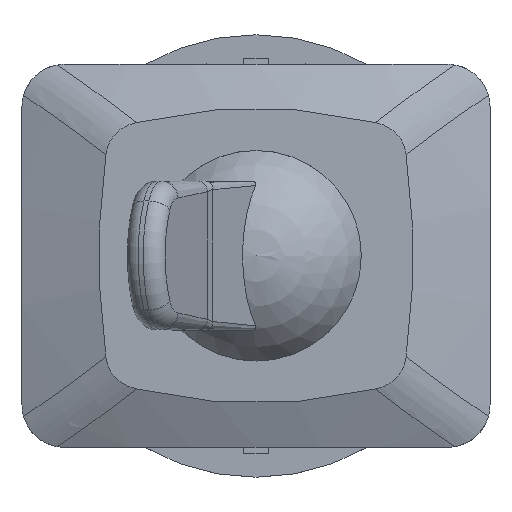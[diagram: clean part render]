
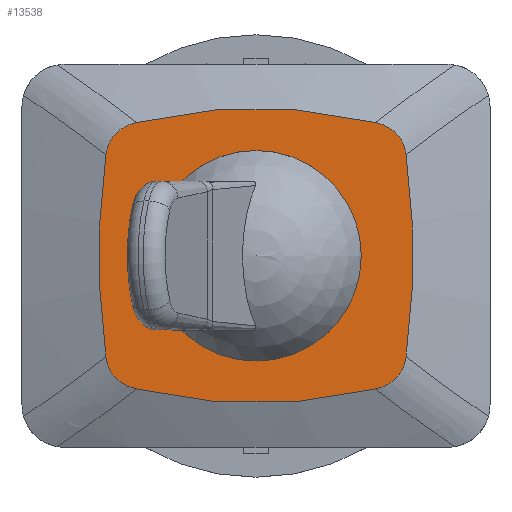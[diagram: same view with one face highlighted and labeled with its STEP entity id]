
A CAD part, top view. The second image highlights one B-rep face of the part: STEP entity #13538.
In plain terms, the highlighted planar face has unit normal (0, 0, 1).
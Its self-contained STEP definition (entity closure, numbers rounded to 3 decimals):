
#13328=CARTESIAN_POINT('',(4.95,0.,2.));
#13329=VERTEX_POINT('',#13328);
#13330=CARTESIAN_POINT('',(0.,0.0,2.));
#13331=DIRECTION('',(0.0,0.0,-1.0));
#13332=DIRECTION('',(-1.0,0.0,0.0));
#13333=AXIS2_PLACEMENT_3D('',#13330,#13331,#13332);
#13334=CIRCLE('',#13333,4.95);
#13335=EDGE_CURVE('',#13329,#13329,#13334,.T.);
#13362=CARTESIAN_POINT('',(-7.054,4.76,2.));
#13363=VERTEX_POINT('',#13362);
#13371=CARTESIAN_POINT('',(-5.627,6.262,2.));
#13372=VERTEX_POINT('',#13371);
#13373=CARTESIAN_POINT('',(-7.054,4.76,2.));
#13374=CARTESIAN_POINT('',(-7.038,4.881,2.));
#13375=CARTESIAN_POINT('',(-7.012,4.998,2.));
#13376=CARTESIAN_POINT('',(-6.924,5.27,2.));
#13377=CARTESIAN_POINT('',(-6.832,5.453,2.));
#13378=CARTESIAN_POINT('',(-6.628,5.725,2.));
#13379=CARTESIAN_POINT('',(-6.481,5.863,2.));
#13380=CARTESIAN_POINT('',(-6.177,6.069,2.));
#13381=CARTESIAN_POINT('',(-5.96,6.166,2.));
#13382=CARTESIAN_POINT('',(-5.724,6.237,2.));
#13383=CARTESIAN_POINT('',(-5.677,6.25,2.));
#13384=CARTESIAN_POINT('',(-5.627,6.262,2.));
#13385=B_SPLINE_CURVE_WITH_KNOTS('',3,(#13373,#13374,#13375,#13376,#13377,#13378,#13379,#13380,#13381,#13382,#13383,#13384),.UNSPECIFIED.,.F.,.U.,(4,2,2,2,2,4),(6.799,6.833,6.885,6.935,6.995,7.009),.UNSPECIFIED.);
#13386=EDGE_CURVE('',#13363,#13372,#13385,.T.);
#13404=CARTESIAN_POINT('',(5.627,6.262,2.));
#13405=VERTEX_POINT('',#13404);
#13406=CARTESIAN_POINT('',(0.,-17.011,2.));
#13407=DIRECTION('',(0.0,0.0,1.0));
#13408=DIRECTION('',(0.0,1.0,0.0));
#13409=AXIS2_PLACEMENT_3D('',#13406,#13407,#13408);
#13410=CIRCLE('',#13409,23.944);
#13411=EDGE_CURVE('',#13405,#13372,#13410,.T.);
#13450=CARTESIAN_POINT('',(11.,0.0,2.));
#13451=DIRECTION('',(0.0,0.0,1.0));
#13452=DIRECTION('',(1.0,0.0,0.0));
#13453=AXIS2_PLACEMENT_3D('',#13450,#13451,#13452);
#13454=PLANE('',#13453);
#13455=ORIENTED_EDGE('',*,*,#13386,.F.);
#13456=CARTESIAN_POINT('',(-7.054,-4.76,2.));
#13457=VERTEX_POINT('',#13456);
#13458=CARTESIAN_POINT('',(27.822,0.0,2.));
#13459=DIRECTION('',(0.0,0.0,1.0));
#13460=DIRECTION('',(0.0,1.0,0.0));
#13461=AXIS2_PLACEMENT_3D('',#13458,#13459,#13460);
#13462=CIRCLE('',#13461,35.2);
#13463=EDGE_CURVE('',#13363,#13457,#13462,.T.);
#13464=ORIENTED_EDGE('',*,*,#13463,.T.);
#13465=CARTESIAN_POINT('',(-5.627,-6.262,2.));
#13466=VERTEX_POINT('',#13465);
#13467=CARTESIAN_POINT('',(-5.627,-6.262,2.));
#13468=CARTESIAN_POINT('',(-5.677,-6.25,2.));
#13469=CARTESIAN_POINT('',(-5.724,-6.237,2.));
#13470=CARTESIAN_POINT('',(-5.96,-6.166,2.));
#13471=CARTESIAN_POINT('',(-6.177,-6.069,2.));
#13472=CARTESIAN_POINT('',(-6.481,-5.863,2.));
#13473=CARTESIAN_POINT('',(-6.628,-5.725,2.));
#13474=CARTESIAN_POINT('',(-6.832,-5.453,2.));
#13475=CARTESIAN_POINT('',(-6.924,-5.27,2.));
#13476=CARTESIAN_POINT('',(-7.012,-4.998,2.));
#13477=CARTESIAN_POINT('',(-7.038,-4.881,2.));
#13478=CARTESIAN_POINT('',(-7.054,-4.76,2.));
#13479=B_SPLINE_CURVE_WITH_KNOTS('',3,(#13467,#13468,#13469,#13470,#13471,#13472,#13473,#13474,#13475,#13476,#13477,#13478),.UNSPECIFIED.,.F.,.U.,(4,2,2,2,2,4),(-7.009,-6.995,-6.935,-6.885,-6.833,-6.799),.UNSPECIFIED.);
#13480=EDGE_CURVE('',#13466,#13457,#13479,.T.);
#13481=ORIENTED_EDGE('',*,*,#13480,.F.);
#13482=CARTESIAN_POINT('',(5.627,-6.262,2.));
#13483=VERTEX_POINT('',#13482);
#13484=CARTESIAN_POINT('',(0.,17.011,2.));
#13485=DIRECTION('',(0.0,0.0,1.0));
#13486=DIRECTION('',(0.0,1.0,0.0));
#13487=AXIS2_PLACEMENT_3D('',#13484,#13485,#13486);
#13488=CIRCLE('',#13487,23.944);
#13489=EDGE_CURVE('',#13466,#13483,#13488,.T.);
#13490=ORIENTED_EDGE('',*,*,#13489,.T.);
#13491=CARTESIAN_POINT('',(7.054,-4.76,2.));
#13492=VERTEX_POINT('',#13491);
#13493=CARTESIAN_POINT('',(7.054,-4.76,2.));
#13494=CARTESIAN_POINT('',(7.038,-4.881,2.));
#13495=CARTESIAN_POINT('',(7.012,-4.998,2.));
#13496=CARTESIAN_POINT('',(6.924,-5.27,2.));
#13497=CARTESIAN_POINT('',(6.832,-5.453,2.));
#13498=CARTESIAN_POINT('',(6.628,-5.725,2.));
#13499=CARTESIAN_POINT('',(6.481,-5.863,2.));
#13500=CARTESIAN_POINT('',(6.177,-6.069,2.));
#13501=CARTESIAN_POINT('',(5.96,-6.166,2.));
#13502=CARTESIAN_POINT('',(5.724,-6.237,2.));
#13503=CARTESIAN_POINT('',(5.677,-6.25,2.));
#13504=CARTESIAN_POINT('',(5.627,-6.262,2.));
#13505=B_SPLINE_CURVE_WITH_KNOTS('',3,(#13493,#13494,#13495,#13496,#13497,#13498,#13499,#13500,#13501,#13502,#13503,#13504),.UNSPECIFIED.,.F.,.U.,(4,2,2,2,2,4),(-7.266,-7.231,-7.18,-7.129,-7.07,-7.055),.UNSPECIFIED.);
#13506=EDGE_CURVE('',#13492,#13483,#13505,.T.);
#13507=ORIENTED_EDGE('',*,*,#13506,.F.);
#13508=CARTESIAN_POINT('',(7.054,4.76,2.));
#13509=VERTEX_POINT('',#13508);
#13510=CARTESIAN_POINT('',(-27.822,0.0,2.));
#13511=DIRECTION('',(0.0,0.0,1.0));
#13512=DIRECTION('',(0.0,1.0,0.0));
#13513=AXIS2_PLACEMENT_3D('',#13510,#13511,#13512);
#13514=CIRCLE('',#13513,35.2);
#13515=EDGE_CURVE('',#13492,#13509,#13514,.T.);
#13516=ORIENTED_EDGE('',*,*,#13515,.T.);
#13517=CARTESIAN_POINT('',(5.627,6.262,2.));
#13518=CARTESIAN_POINT('',(5.677,6.25,2.));
#13519=CARTESIAN_POINT('',(5.724,6.237,2.));
#13520=CARTESIAN_POINT('',(5.96,6.166,2.));
#13521=CARTESIAN_POINT('',(6.177,6.069,2.));
#13522=CARTESIAN_POINT('',(6.481,5.863,2.));
#13523=CARTESIAN_POINT('',(6.628,5.725,2.));
#13524=CARTESIAN_POINT('',(6.832,5.453,2.));
#13525=CARTESIAN_POINT('',(6.924,5.27,2.));
#13526=CARTESIAN_POINT('',(7.012,4.998,2.));
#13527=CARTESIAN_POINT('',(7.038,4.881,2.));
#13528=CARTESIAN_POINT('',(7.054,4.76,2.));
#13529=B_SPLINE_CURVE_WITH_KNOTS('',3,(#13517,#13518,#13519,#13520,#13521,#13522,#13523,#13524,#13525,#13526,#13527,#13528),.UNSPECIFIED.,.F.,.U.,(4,2,2,2,2,4),(-2.321,-2.307,-2.247,-2.196,-2.145,-2.111),.UNSPECIFIED.);
#13530=EDGE_CURVE('',#13405,#13509,#13529,.T.);
#13531=ORIENTED_EDGE('',*,*,#13530,.F.);
#13532=ORIENTED_EDGE('',*,*,#13411,.T.);
#13533=EDGE_LOOP('',(#13455,#13464,#13481,#13490,#13507,#13516,#13531,#13532));
#13534=FACE_OUTER_BOUND('',#13533,.T.);
#13535=ORIENTED_EDGE('',*,*,#13335,.T.);
#13536=EDGE_LOOP('',(#13535));
#13537=FACE_BOUND('',#13536,.T.);
#13538=ADVANCED_FACE('',(#13534,#13537),#13454,.T.);
